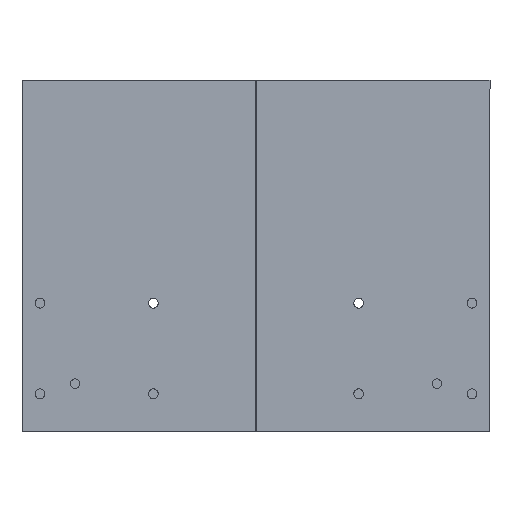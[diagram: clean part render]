
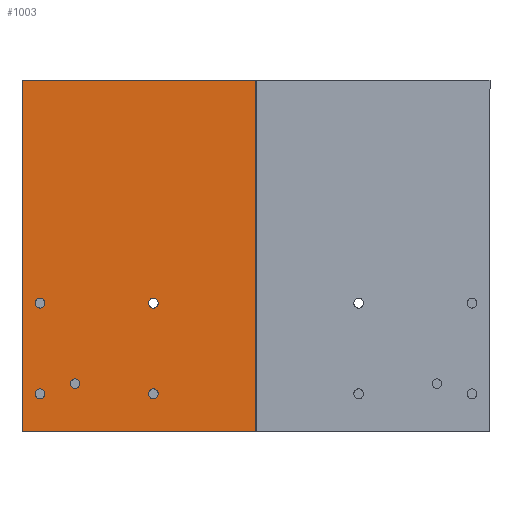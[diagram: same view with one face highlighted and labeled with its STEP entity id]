
A CAD part, front view. The second image highlights one B-rep face of the part: STEP entity #1003.
In plain terms, the highlighted planar face has unit normal (0, -1, 0).
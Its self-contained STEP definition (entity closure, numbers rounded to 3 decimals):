
#40=FACE_BOUND('',#172,.T.);
#41=FACE_BOUND('',#173,.T.);
#42=FACE_BOUND('',#174,.T.);
#43=FACE_BOUND('',#175,.T.);
#44=FACE_BOUND('',#176,.T.);
#69=PLANE('',#1092);
#111=FACE_OUTER_BOUND('',#171,.T.);
#171=EDGE_LOOP('',(#722,#723,#724,#725));
#172=EDGE_LOOP('',(#726));
#173=EDGE_LOOP('',(#727));
#174=EDGE_LOOP('',(#728));
#175=EDGE_LOOP('',(#729));
#176=EDGE_LOOP('',(#730));
#256=LINE('',#1572,#352);
#257=LINE('',#1574,#353);
#258=LINE('',#1576,#354);
#259=LINE('',#1577,#355);
#352=VECTOR('',#1223,10.);
#353=VECTOR('',#1224,10.);
#354=VECTOR('',#1225,10.);
#355=VECTOR('',#1226,10.);
#437=CIRCLE('',#1093,1.3);
#438=CIRCLE('',#1094,1.3);
#439=CIRCLE('',#1095,1.3);
#440=CIRCLE('',#1096,1.3);
#441=CIRCLE('',#1097,1.25);
#481=VERTEX_POINT('',#1570);
#482=VERTEX_POINT('',#1571);
#483=VERTEX_POINT('',#1573);
#484=VERTEX_POINT('',#1575);
#485=VERTEX_POINT('',#1578);
#486=VERTEX_POINT('',#1580);
#487=VERTEX_POINT('',#1582);
#488=VERTEX_POINT('',#1584);
#489=VERTEX_POINT('',#1586);
#577=EDGE_CURVE('',#481,#482,#256,.T.);
#578=EDGE_CURVE('',#483,#481,#257,.T.);
#579=EDGE_CURVE('',#484,#483,#258,.T.);
#580=EDGE_CURVE('',#482,#484,#259,.T.);
#581=EDGE_CURVE('',#485,#485,#437,.T.);
#582=EDGE_CURVE('',#486,#486,#438,.T.);
#583=EDGE_CURVE('',#487,#487,#439,.T.);
#584=EDGE_CURVE('',#488,#488,#440,.T.);
#585=EDGE_CURVE('',#489,#489,#441,.T.);
#722=ORIENTED_EDGE('',*,*,#577,.F.);
#723=ORIENTED_EDGE('',*,*,#578,.F.);
#724=ORIENTED_EDGE('',*,*,#579,.F.);
#725=ORIENTED_EDGE('',*,*,#580,.F.);
#726=ORIENTED_EDGE('',*,*,#581,.F.);
#727=ORIENTED_EDGE('',*,*,#582,.F.);
#728=ORIENTED_EDGE('',*,*,#583,.F.);
#729=ORIENTED_EDGE('',*,*,#584,.F.);
#730=ORIENTED_EDGE('',*,*,#585,.F.);
#1003=ADVANCED_FACE('',(#111,#40,#41,#42,#43,#44),#69,.T.);
#1092=AXIS2_PLACEMENT_3D('',#1569,#1221,#1222);
#1093=AXIS2_PLACEMENT_3D('',#1579,#1227,#1228);
#1094=AXIS2_PLACEMENT_3D('',#1581,#1229,#1230);
#1095=AXIS2_PLACEMENT_3D('',#1583,#1231,#1232);
#1096=AXIS2_PLACEMENT_3D('',#1585,#1233,#1234);
#1097=AXIS2_PLACEMENT_3D('',#1587,#1235,#1236);
#1221=DIRECTION('center_axis',(0.,-1.,0.));
#1222=DIRECTION('ref_axis',(1.,0.,0.));
#1223=DIRECTION('',(0.,0.,-1.));
#1224=DIRECTION('',(1.,0.,0.));
#1225=DIRECTION('',(0.,0.,1.));
#1226=DIRECTION('',(-1.,0.,0.));
#1227=DIRECTION('center_axis',(0.,-1.,0.));
#1228=DIRECTION('ref_axis',(1.,0.,0.));
#1229=DIRECTION('center_axis',(0.,-1.,0.));
#1230=DIRECTION('ref_axis',(1.,0.,0.));
#1231=DIRECTION('center_axis',(0.,-1.,0.));
#1232=DIRECTION('ref_axis',(1.,0.,0.));
#1233=DIRECTION('center_axis',(0.,-1.,0.));
#1234=DIRECTION('ref_axis',(1.,0.,0.));
#1235=DIRECTION('center_axis',(0.,-1.,0.));
#1236=DIRECTION('ref_axis',(-1.,0.,0.));
#1569=CARTESIAN_POINT('Origin',(38.355,-51.278,-234.5));
#1570=CARTESIAN_POINT('',(101.5,-51.278,-213.));
#1571=CARTESIAN_POINT('',(101.5,-51.278,-306.));
#1572=CARTESIAN_POINT('',(101.5,-51.278,-242.75));
#1573=CARTESIAN_POINT('',(39.5,-51.278,-213.));
#1574=CARTESIAN_POINT('',(38.355,-51.278,-213.));
#1575=CARTESIAN_POINT('',(39.5,-51.278,-306.));
#1576=CARTESIAN_POINT('',(39.5,-51.278,-242.75));
#1577=CARTESIAN_POINT('',(74.605,-51.278,-306.));
#1578=CARTESIAN_POINT('',(65.409,-51.278,-247.));
#1579=CARTESIAN_POINT('Origin',(66.709,-51.278,-247.));
#1580=CARTESIAN_POINT('',(95.409,-51.278,-247.));
#1581=CARTESIAN_POINT('Origin',(96.709,-51.278,-247.));
#1582=CARTESIAN_POINT('',(65.409,-51.278,-223.));
#1583=CARTESIAN_POINT('Origin',(66.709,-51.278,-223.));
#1584=CARTESIAN_POINT('',(95.409,-51.278,-223.));
#1585=CARTESIAN_POINT('Origin',(96.709,-51.278,-223.));
#1586=CARTESIAN_POINT('',(88.687,-51.278,-225.685));
#1587=CARTESIAN_POINT('Origin',(87.437,-51.278,-225.685));
